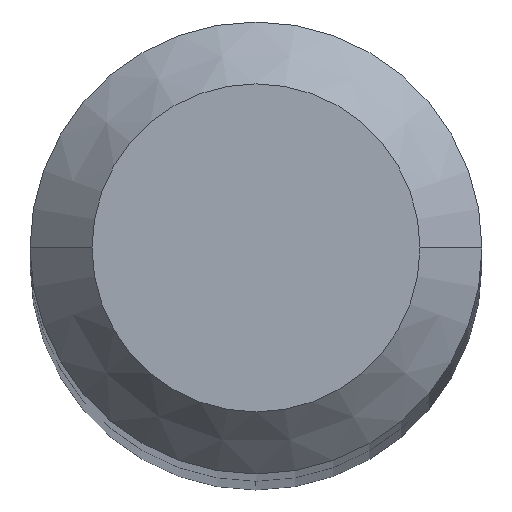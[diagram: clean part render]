
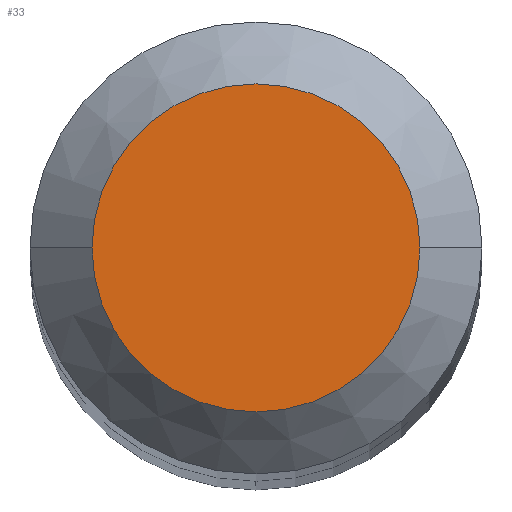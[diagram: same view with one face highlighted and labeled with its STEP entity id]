
A CAD part, top view. The second image highlights one B-rep face of the part: STEP entity #33.
In plain terms, the highlighted planar face has unit normal (0, 0, 1).
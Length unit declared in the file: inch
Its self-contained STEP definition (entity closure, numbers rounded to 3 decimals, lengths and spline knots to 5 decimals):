
#33 = ADVANCED_FACE ( 'NONE', ( #163 ), #321, .F. ) ;
#44 = AXIS2_PLACEMENT_3D ( 'NONE', #124, #223, #65 ) ;
#62 = CIRCLE ( 'NONE', #306, 0.0397 ) ;
#65 = DIRECTION ( 'NONE',  ( -1., 0., 0. ) ) ;
#76 = AXIS2_PLACEMENT_3D ( 'NONE', #130, #133, #258 ) ;
#91 = ORIENTED_EDGE ( 'NONE', *, *, #372, .T. ) ;
#106 = DIRECTION ( 'NONE',  ( 1., 0., 0. ) ) ;
#120 = EDGE_LOOP ( 'NONE', ( #391, #91 ) ) ;
#124 = CARTESIAN_POINT ( 'NONE',  ( 0., 0., 0. ) ) ;
#130 = CARTESIAN_POINT ( 'NONE',  ( 0., 0., 0. ) ) ;
#133 = DIRECTION ( 'NONE',  ( 0., 0., 1. ) ) ;
#163 = FACE_OUTER_BOUND ( 'NONE', #120, .T. ) ;
#182 = CIRCLE ( 'NONE', #76, 0.0397 ) ;
#208 = VERTEX_POINT ( 'NONE', #364 ) ;
#223 = DIRECTION ( 'NONE',  ( 0., 0., -1. ) ) ;
#234 = DIRECTION ( 'NONE',  ( 0., 0., 1. ) ) ;
#258 = DIRECTION ( 'NONE',  ( 1., 0., 0. ) ) ;
#264 = CARTESIAN_POINT ( 'NONE',  ( 0., 0., 0. ) ) ;
#306 = AXIS2_PLACEMENT_3D ( 'NONE', #264, #234, #106 ) ;
#321 = PLANE ( 'NONE',  #44 ) ;
#332 = CARTESIAN_POINT ( 'NONE',  ( -0.0397, 0., 0. ) ) ;
#336 = VERTEX_POINT ( 'NONE', #332 ) ;
#364 = CARTESIAN_POINT ( 'NONE',  ( 0.0397, 0., 0. ) ) ;
#372 = EDGE_CURVE ( 'NONE', #208, #336, #182, .T. ) ;
#391 = ORIENTED_EDGE ( 'NONE', *, *, #398, .T. ) ;
#398 = EDGE_CURVE ( 'NONE', #336, #208, #62, .T. ) ;
